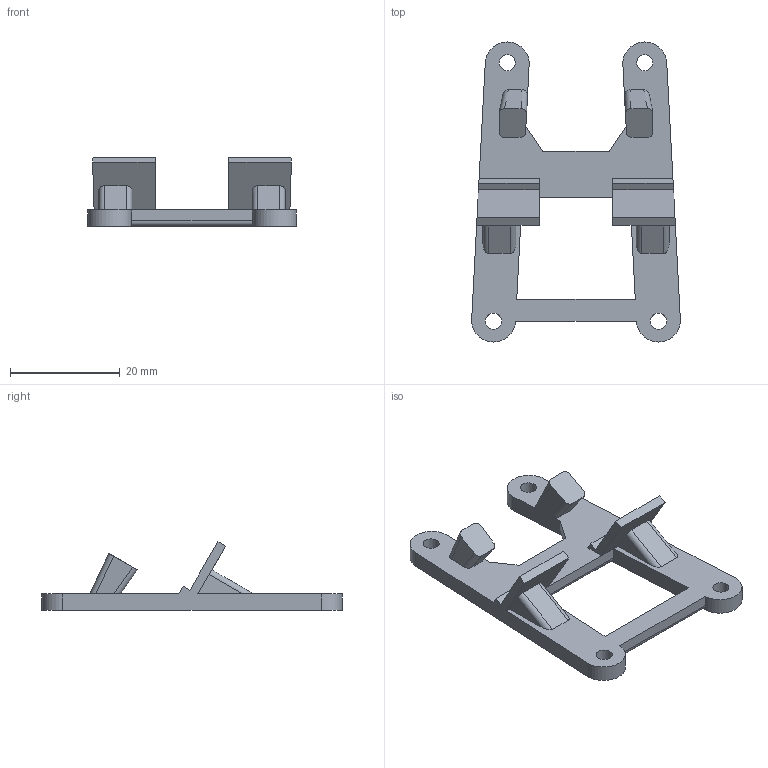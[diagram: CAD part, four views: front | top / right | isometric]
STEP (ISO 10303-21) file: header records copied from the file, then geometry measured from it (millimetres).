
FILE_DESCRIPTION(/* description */ (''),/* implementation_level */ '2;1');
FILE_NAME(/* name */ '5f8f20c6adb45c1199db09af',/* time_stamp */ '2020-10-20T17:39:19+00:00',/* author */ (''),/* organization */ (''),/* preprocessor_version */ 'ST-DEVELOPER v16.7',/* originating_system */ $,/* authorisation */ $);
FILE_SCHEMA (('AUTOMOTIVE_DESIGN {1 0 10303 214 3 1 1}'));
Length unit declared in the file: metre
Products named in the file (1): Part 1
Bounding box: 38 x 54.59 x 12.51 mm (x, y, z)
Volume: 4234.5 mm3; surface area: 3923.5 mm2
Topology: 1 solids, 1 shells, 70 faces, 200 edges, 132 vertices
Faces by surface type: plane 44, cylinder 26
Full cylindrical faces by diameter (mm): 2.95 x4
Entity records: 2320 total; most frequent: CARTESIAN_POINT 399, ORIENTED_EDGE 392, DIRECTION 388, EDGE_CURVE 196, LINE 146, VECTOR 146, VERTEX_POINT 132, AXIS2_PLACEMENT_3D 121
